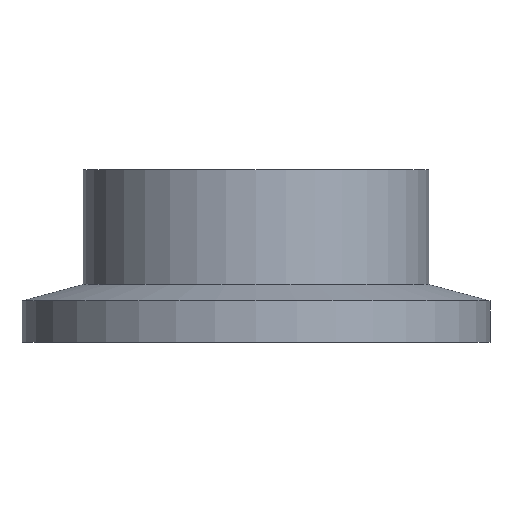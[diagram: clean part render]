
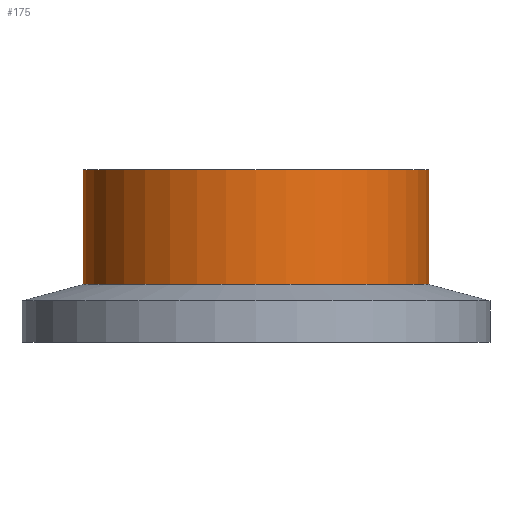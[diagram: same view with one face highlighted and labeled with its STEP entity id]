
A CAD part, front view. The second image highlights one B-rep face of the part: STEP entity #175.
In plain terms, the highlighted cylindrical face has radius 12.7 mm (diameter 25.4 mm), a partial arc.
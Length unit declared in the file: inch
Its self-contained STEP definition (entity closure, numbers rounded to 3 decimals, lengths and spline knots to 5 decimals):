
#1 = DIRECTION ( 'NONE',  ( 0., 0., -1. ) ) ;
#2 = ORIENTED_EDGE ( 'NONE', *, *, #197, .F. ) ;
#6 = ORIENTED_EDGE ( 'NONE', *, *, #385, .T. ) ;
#16 = ORIENTED_EDGE ( 'NONE', *, *, #141, .T. ) ;
#23 = EDGE_CURVE ( 'NONE', #65, #187, #27, .T. ) ;
#27 = CIRCLE ( 'NONE', #331, 0.5 ) ;
#30 = ORIENTED_EDGE ( 'NONE', *, *, #23, .F. ) ;
#37 = CARTESIAN_POINT ( 'NONE',  ( 0.5, 0., 0.5 ) ) ;
#40 = AXIS2_PLACEMENT_3D ( 'NONE', #218, #1, #285 ) ;
#43 = LINE ( 'NONE', #344, #362 ) ;
#61 = LINE ( 'NONE', #183, #205 ) ;
#65 = VERTEX_POINT ( 'NONE', #393 ) ;
#71 = CARTESIAN_POINT ( 'NONE',  ( -0.5, 0., 0.16756 ) ) ;
#88 = FACE_OUTER_BOUND ( 'NONE', #225, .T. ) ;
#99 = CARTESIAN_POINT ( 'NONE',  ( -0.5, 0., 0.5 ) ) ;
#109 = VERTEX_POINT ( 'NONE', #99 ) ;
#141 = EDGE_CURVE ( 'NONE', #314, #109, #223, .T. ) ;
#145 = CYLINDRICAL_SURFACE ( 'NONE', #384, 0.5 ) ;
#172 = CARTESIAN_POINT ( 'NONE',  ( 0., 0., 0.16756 ) ) ;
#174 = DIRECTION ( 'NONE',  ( -1., 0., 0. ) ) ;
#175 = ADVANCED_FACE ( 'NONE', ( #88 ), #145, .T. ) ;
#183 = CARTESIAN_POINT ( 'NONE',  ( -0.5, 0., 0. ) ) ;
#187 = VERTEX_POINT ( 'NONE', #71 ) ;
#197 = EDGE_CURVE ( 'NONE', #314, #65, #43, .T. ) ;
#205 = VECTOR ( 'NONE', #345, 39.37008 ) ;
#213 = CARTESIAN_POINT ( 'NONE',  ( 0., 0., 0. ) ) ;
#218 = CARTESIAN_POINT ( 'NONE',  ( 0., 0., 0.5 ) ) ;
#223 = CIRCLE ( 'NONE', #40, 0.5 ) ;
#225 = EDGE_LOOP ( 'NONE', ( #2, #16, #6, #30 ) ) ;
#278 = DIRECTION ( 'NONE',  ( 0., 0., -1. ) ) ;
#285 = DIRECTION ( 'NONE',  ( -1., 0., 0. ) ) ;
#303 = DIRECTION ( 'NONE',  ( 0., 0., -1. ) ) ;
#310 = DIRECTION ( 'NONE',  ( 0., 0., -1. ) ) ;
#314 = VERTEX_POINT ( 'NONE', #37 ) ;
#331 = AXIS2_PLACEMENT_3D ( 'NONE', #172, #303, #174 ) ;
#344 = CARTESIAN_POINT ( 'NONE',  ( 0.5, 0., 0. ) ) ;
#345 = DIRECTION ( 'NONE',  ( 0., 0., -1. ) ) ;
#362 = VECTOR ( 'NONE', #310, 39.37008 ) ;
#384 = AXIS2_PLACEMENT_3D ( 'NONE', #213, #278, #397 ) ;
#385 = EDGE_CURVE ( 'NONE', #109, #187, #61, .T. ) ;
#393 = CARTESIAN_POINT ( 'NONE',  ( 0.5, 0., 0.16756 ) ) ;
#397 = DIRECTION ( 'NONE',  ( -1., 0., 0. ) ) ;
